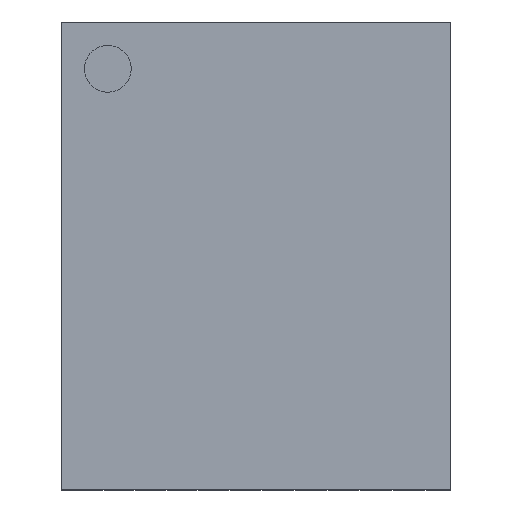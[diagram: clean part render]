
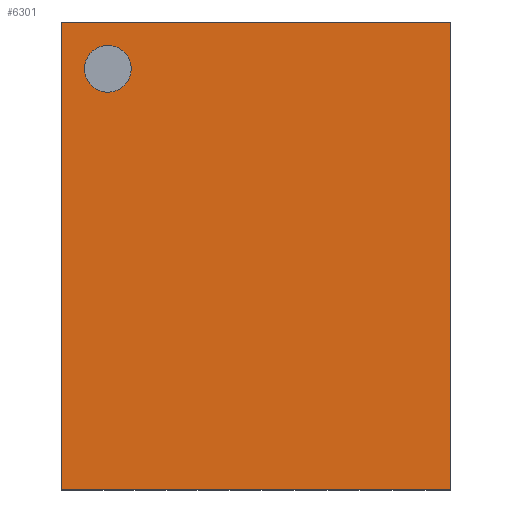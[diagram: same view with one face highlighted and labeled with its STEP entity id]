
A CAD part, top view. The second image highlights one B-rep face of the part: STEP entity #6301.
In plain terms, the highlighted planar face has unit normal (0, 0, 1).
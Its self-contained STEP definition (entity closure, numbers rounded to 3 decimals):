
#138 = LINE ( 'NONE', #2472, #10970 ) ;
#600 = EDGE_LOOP ( 'NONE', ( #9534, #8219, #4720, #2739 ) ) ;
#608 = DIRECTION ( 'NONE',  ( 0., 1., 0. ) ) ;
#664 = DIRECTION ( 'NONE',  ( 0., 0., -1. ) ) ;
#1326 = VERTEX_POINT ( 'NONE', #3159 ) ;
#2472 = CARTESIAN_POINT ( 'NONE',  ( -2.5, 3., 1. ) ) ;
#2739 = ORIENTED_EDGE ( 'NONE', *, *, #10274, .T. ) ;
#2804 = DIRECTION ( 'NONE',  ( 1., 0., 0. ) ) ;
#3092 = FACE_BOUND ( 'NONE', #7986, .T. ) ;
#3159 = CARTESIAN_POINT ( 'NONE',  ( 2.5, 3., 1. ) ) ;
#3242 = CARTESIAN_POINT ( 'NONE',  ( -2.5, -3., 1. ) ) ;
#3299 = VERTEX_POINT ( 'NONE', #11437 ) ;
#3367 = VERTEX_POINT ( 'NONE', #9057 ) ;
#3828 = ORIENTED_EDGE ( 'NONE', *, *, #7010, .F. ) ;
#4184 = CARTESIAN_POINT ( 'NONE',  ( -2.5, -3., 1. ) ) ;
#4230 = CARTESIAN_POINT ( 'NONE',  ( 2.5, -3., 1. ) ) ;
#4257 = LINE ( 'NONE', #4184, #14240 ) ;
#4310 = ORIENTED_EDGE ( 'NONE', *, *, #8311, .F. ) ;
#4526 = FACE_OUTER_BOUND ( 'NONE', #600, .T. ) ;
#4720 = ORIENTED_EDGE ( 'NONE', *, *, #6052, .T. ) ;
#5134 = CARTESIAN_POINT ( 'NONE',  ( -2.2, 2.4, 1. ) ) ;
#5379 = DIRECTION ( 'NONE',  ( -1., 0., 0. ) ) ;
#5719 = CIRCLE ( 'NONE', #11444, 0.3 ) ;
#5881 = CARTESIAN_POINT ( 'NONE',  ( -1.6, 2.4, 1. ) ) ;
#6052 = EDGE_CURVE ( 'NONE', #14654, #1326, #7003, .T. ) ;
#6301 = ADVANCED_FACE ( 'NONE', ( #3092, #4526 ), #9820, .F. ) ;
#7003 = LINE ( 'NONE', #15075, #13628 ) ;
#7010 = EDGE_CURVE ( 'NONE', #14910, #12385, #5719, .T. ) ;
#7986 = EDGE_LOOP ( 'NONE', ( #3828, #4310 ) ) ;
#8095 = AXIS2_PLACEMENT_3D ( 'NONE', #14498, #10405, #2804 ) ;
#8219 = ORIENTED_EDGE ( 'NONE', *, *, #13170, .T. ) ;
#8311 = EDGE_CURVE ( 'NONE', #12385, #14910, #11953, .T. ) ;
#8396 = AXIS2_PLACEMENT_3D ( 'NONE', #3242, #664, #8437 ) ;
#8437 = DIRECTION ( 'NONE',  ( -1., 0., 0. ) ) ;
#8635 = CARTESIAN_POINT ( 'NONE',  ( -2.5, -3., 1. ) ) ;
#8979 = CARTESIAN_POINT ( 'NONE',  ( -1.9, 2.4, 1. ) ) ;
#8982 = LINE ( 'NONE', #8635, #14360 ) ;
#9057 = CARTESIAN_POINT ( 'NONE',  ( -2.5, -3., 1. ) ) ;
#9222 = EDGE_CURVE ( 'NONE', #3299, #3367, #4257, .T. ) ;
#9374 = DIRECTION ( 'NONE',  ( 0., -1., 0. ) ) ;
#9534 = ORIENTED_EDGE ( 'NONE', *, *, #9222, .T. ) ;
#9820 = PLANE ( 'NONE',  #8396 ) ;
#10274 = EDGE_CURVE ( 'NONE', #1326, #3299, #138, .T. ) ;
#10405 = DIRECTION ( 'NONE',  ( 0., 0., 1. ) ) ;
#10970 = VECTOR ( 'NONE', #5379, 1000. ) ;
#11437 = CARTESIAN_POINT ( 'NONE',  ( -2.5, 3., 1. ) ) ;
#11444 = AXIS2_PLACEMENT_3D ( 'NONE', #8979, #14186, #13165 ) ;
#11953 = CIRCLE ( 'NONE', #8095, 0.3 ) ;
#12385 = VERTEX_POINT ( 'NONE', #5134 ) ;
#13165 = DIRECTION ( 'NONE',  ( 1., 0., 0. ) ) ;
#13170 = EDGE_CURVE ( 'NONE', #3367, #14654, #8982, .T. ) ;
#13628 = VECTOR ( 'NONE', #608, 1000. ) ;
#14186 = DIRECTION ( 'NONE',  ( 0., 0., 1. ) ) ;
#14240 = VECTOR ( 'NONE', #9374, 1000. ) ;
#14360 = VECTOR ( 'NONE', #15404, 1000. ) ;
#14498 = CARTESIAN_POINT ( 'NONE',  ( -1.9, 2.4, 1. ) ) ;
#14654 = VERTEX_POINT ( 'NONE', #4230 ) ;
#14910 = VERTEX_POINT ( 'NONE', #5881 ) ;
#15075 = CARTESIAN_POINT ( 'NONE',  ( 2.5, -3., 1. ) ) ;
#15404 = DIRECTION ( 'NONE',  ( 1., 0., 0. ) ) ;
